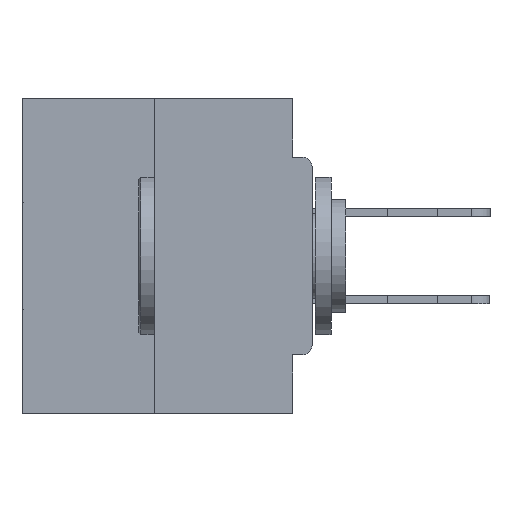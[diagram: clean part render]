
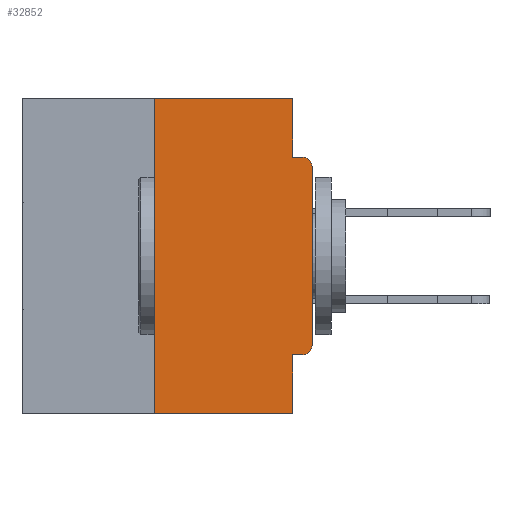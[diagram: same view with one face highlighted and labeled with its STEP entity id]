
A CAD part, left-side view. The second image highlights one B-rep face of the part: STEP entity #32852.
In plain terms, the highlighted planar face has unit normal (-1, 0, 0).
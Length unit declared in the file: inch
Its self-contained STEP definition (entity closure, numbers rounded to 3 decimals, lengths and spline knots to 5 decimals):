
#168 = EDGE_CURVE ( 'NONE', #30080, #14060, #17612, .T. ) ;
#421 = EDGE_CURVE ( 'NONE', #26551, #29534, #39781, .T. ) ;
#1123 = EDGE_CURVE ( 'NONE', #19088, #14274, #19015, .T. ) ;
#1871 = LINE ( 'NONE', #15139, #18153 ) ;
#3259 = VERTEX_POINT ( 'NONE', #3484 ) ;
#3484 = CARTESIAN_POINT ( 'NONE',  ( 0., 0., -0.1085 ) ) ;
#4611 = CARTESIAN_POINT ( 'NONE',  ( 0., 0., -0.4065 ) ) ;
#4916 = CARTESIAN_POINT ( 'NONE',  ( 0., 0.015, -0.3915 ) ) ;
#7367 = ORIENTED_EDGE ( 'NONE', *, *, #421, .T. ) ;
#8280 = AXIS2_PLACEMENT_3D ( 'NONE', #24345, #40187, #30391 ) ;
#8485 = DIRECTION ( 'NONE',  ( 0., 0., 1. ) ) ;
#9155 = LINE ( 'NONE', #11671, #16112 ) ;
#11671 = CARTESIAN_POINT ( 'NONE',  ( 0., 0.25, 0. ) ) ;
#11948 = DIRECTION ( 'NONE',  ( 0., -1., 0. ) ) ;
#12014 = DIRECTION ( 'NONE',  ( 0., 0., -1. ) ) ;
#12990 = EDGE_CURVE ( 'NONE', #24708, #22237, #1871, .T. ) ;
#13114 = CARTESIAN_POINT ( 'NONE',  ( 0., 0.031, 0. ) ) ;
#13212 = FACE_OUTER_BOUND ( 'NONE', #13734, .T. ) ;
#13718 = EDGE_CURVE ( 'NONE', #25319, #24708, #9155, .T. ) ;
#13734 = EDGE_LOOP ( 'NONE', ( #17032, #20875, #38454, #40477, #25121, #7367, #31899, #40303, #27154, #33814 ) ) ;
#14060 = VERTEX_POINT ( 'NONE', #22570 ) ;
#14274 = VERTEX_POINT ( 'NONE', #14543 ) ;
#14486 = DIRECTION ( 'NONE',  ( 0., -1., 0. ) ) ;
#14543 = CARTESIAN_POINT ( 'NONE',  ( 0., 0.031, -0.5 ) ) ;
#15139 = CARTESIAN_POINT ( 'NONE',  ( 0., 0.46, 0. ) ) ;
#15415 = CARTESIAN_POINT ( 'NONE',  ( 0., 0., -0.0935 ) ) ;
#15481 = DIRECTION ( 'NONE',  ( 0., 0., 1. ) ) ;
#15604 = VECTOR ( 'NONE', #30215, 39.37008 ) ;
#16112 = VECTOR ( 'NONE', #8485, 39.37008 ) ;
#17022 = CARTESIAN_POINT ( 'NONE',  ( 0., 0.25, 0. ) ) ;
#17032 = ORIENTED_EDGE ( 'NONE', *, *, #12990, .F. ) ;
#17456 = DIRECTION ( 'NONE',  ( -1., 0., 0. ) ) ;
#17612 = LINE ( 'NONE', #15415, #21051 ) ;
#18077 = VECTOR ( 'NONE', #25540, 39.37008 ) ;
#18137 = PLANE ( 'NONE',  #8280 ) ;
#18153 = VECTOR ( 'NONE', #11948, 39.37008 ) ;
#18290 = CARTESIAN_POINT ( 'NONE',  ( 0., 0.031, 0. ) ) ;
#19015 = LINE ( 'NONE', #37997, #30815 ) ;
#19088 = VERTEX_POINT ( 'NONE', #19253 ) ;
#19253 = CARTESIAN_POINT ( 'NONE',  ( 0., 0.031, -0.4065 ) ) ;
#19450 = VECTOR ( 'NONE', #15481, 39.37008 ) ;
#19559 = EDGE_CURVE ( 'NONE', #3259, #14060, #26198, .T. ) ;
#19900 = LINE ( 'NONE', #37394, #19450 ) ;
#20178 = AXIS2_PLACEMENT_3D ( 'NONE', #40561, #28293, #12014 ) ;
#20875 = ORIENTED_EDGE ( 'NONE', *, *, #13718, .F. ) ;
#20926 = CARTESIAN_POINT ( 'NONE',  ( 0., 0.031, -0.0935 ) ) ;
#21051 = VECTOR ( 'NONE', #21773, 39.37008 ) ;
#21426 = LINE ( 'NONE', #23863, #26810 ) ;
#21773 = DIRECTION ( 'NONE',  ( 0., -1., 0. ) ) ;
#22237 = VERTEX_POINT ( 'NONE', #18290 ) ;
#22570 = CARTESIAN_POINT ( 'NONE',  ( 0., 0.015, -0.0935 ) ) ;
#23040 = LINE ( 'NONE', #13114, #18077 ) ;
#23660 = DIRECTION ( 'NONE',  ( 0., 0., -1. ) ) ;
#23835 = EDGE_CURVE ( 'NONE', #25319, #14274, #21426, .T. ) ;
#23863 = CARTESIAN_POINT ( 'NONE',  ( 0., 0.46, -0.5 ) ) ;
#24345 = CARTESIAN_POINT ( 'NONE',  ( 0., 0.46, 0. ) ) ;
#24708 = VERTEX_POINT ( 'NONE', #17022 ) ;
#25121 = ORIENTED_EDGE ( 'NONE', *, *, #38981, .F. ) ;
#25319 = VERTEX_POINT ( 'NONE', #35702 ) ;
#25540 = DIRECTION ( 'NONE',  ( 0., 0., -1. ) ) ;
#26198 = CIRCLE ( 'NONE', #20178, 0.015 ) ;
#26551 = VERTEX_POINT ( 'NONE', #36500 ) ;
#26810 = VECTOR ( 'NONE', #14486, 39.37008 ) ;
#27154 = ORIENTED_EDGE ( 'NONE', *, *, #168, .F. ) ;
#28293 = DIRECTION ( 'NONE',  ( -1., 0., 0. ) ) ;
#29534 = VERTEX_POINT ( 'NONE', #29896 ) ;
#29896 = CARTESIAN_POINT ( 'NONE',  ( 0., 0., -0.3915 ) ) ;
#30080 = VERTEX_POINT ( 'NONE', #20926 ) ;
#30215 = DIRECTION ( 'NONE',  ( 0., 1., 0. ) ) ;
#30391 = DIRECTION ( 'NONE',  ( 0., 0., -1. ) ) ;
#30815 = VECTOR ( 'NONE', #37596, 39.37008 ) ;
#31899 = ORIENTED_EDGE ( 'NONE', *, *, #39959, .T. ) ;
#32852 = ADVANCED_FACE ( 'NONE', ( #13212 ), #18137, .F. ) ;
#33457 = EDGE_CURVE ( 'NONE', #22237, #30080, #23040, .T. ) ;
#33814 = ORIENTED_EDGE ( 'NONE', *, *, #33457, .F. ) ;
#35702 = CARTESIAN_POINT ( 'NONE',  ( 0., 0.25, -0.5 ) ) ;
#36500 = CARTESIAN_POINT ( 'NONE',  ( 0., 0.015, -0.4065 ) ) ;
#36776 = LINE ( 'NONE', #4611, #15604 ) ;
#37394 = CARTESIAN_POINT ( 'NONE',  ( 0., 0., 0. ) ) ;
#37596 = DIRECTION ( 'NONE',  ( 0., 0., -1. ) ) ;
#37997 = CARTESIAN_POINT ( 'NONE',  ( 0., 0.031, -0.5 ) ) ;
#38454 = ORIENTED_EDGE ( 'NONE', *, *, #23835, .T. ) ;
#38981 = EDGE_CURVE ( 'NONE', #26551, #19088, #36776, .T. ) ;
#39781 = CIRCLE ( 'NONE', #40661, 0.015 ) ;
#39959 = EDGE_CURVE ( 'NONE', #29534, #3259, #19900, .T. ) ;
#40187 = DIRECTION ( 'NONE',  ( 1., 0., 0. ) ) ;
#40303 = ORIENTED_EDGE ( 'NONE', *, *, #19559, .T. ) ;
#40477 = ORIENTED_EDGE ( 'NONE', *, *, #1123, .F. ) ;
#40561 = CARTESIAN_POINT ( 'NONE',  ( 0., 0.015, -0.1085 ) ) ;
#40661 = AXIS2_PLACEMENT_3D ( 'NONE', #4916, #17456, #23660 ) ;
